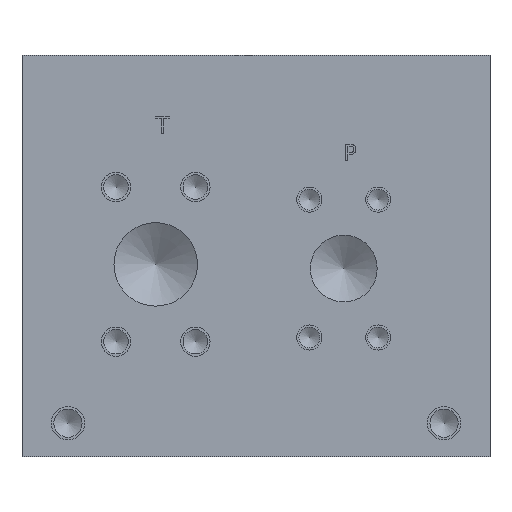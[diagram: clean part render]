
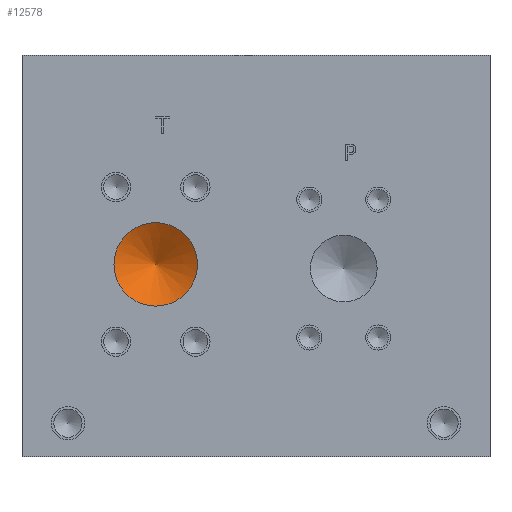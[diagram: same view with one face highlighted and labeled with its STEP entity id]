
A CAD part, left-side view. The second image highlights one B-rep face of the part: STEP entity #12578.
In plain terms, the highlighted conical face has half-angle 60 degrees and reference radius 7.938 mm.
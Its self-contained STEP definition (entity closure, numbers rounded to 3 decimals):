
#41=CONICAL_SURFACE('',#13342,7.938,1.047);
#377=CIRCLE('',#13343,15.875);
#378=CIRCLE('',#13344,15.875);
#1598=FACE_OUTER_BOUND('',#2354,.T.);
#2354=EDGE_LOOP('',(#10963,#10964,#10965,#10966));
#3574=LINE('',#21092,#4740);
#4740=VECTOR('',#15978,7.938);
#6088=VERTEX_POINT('',#21088);
#6089=VERTEX_POINT('',#21089);
#6090=VERTEX_POINT('',#21091);
#7772=EDGE_CURVE('',#6088,#6089,#377,.T.);
#7773=EDGE_CURVE('',#6089,#6090,#3574,.T.);
#7774=EDGE_CURVE('',#6089,#6088,#378,.T.);
#10963=ORIENTED_EDGE('',*,*,#7772,.T.);
#10964=ORIENTED_EDGE('',*,*,#7773,.T.);
#10965=ORIENTED_EDGE('',*,*,#7773,.F.);
#10966=ORIENTED_EDGE('',*,*,#7774,.T.);
#12578=ADVANCED_FACE('',(#1598),#41,.F.);
#13342=AXIS2_PLACEMENT_3D('',#21087,#15974,#15975);
#13343=AXIS2_PLACEMENT_3D('',#21090,#15976,#15977);
#13344=AXIS2_PLACEMENT_3D('',#21093,#15979,#15980);
#15974=DIRECTION('center_axis',(-1.,0.,0.));
#15975=DIRECTION('ref_axis',(0.,1.,0.));
#15976=DIRECTION('center_axis',(-1.,0.,0.));
#15977=DIRECTION('ref_axis',(0.,1.,0.));
#15978=DIRECTION('',(0.5,0.866,0.));
#15979=DIRECTION('center_axis',(-1.,0.,0.));
#15980=DIRECTION('ref_axis',(0.,1.,0.));
#21087=CARTESIAN_POINT('Origin',(13.748,127.,73.025));
#21088=CARTESIAN_POINT('',(9.165,142.875,73.025));
#21089=CARTESIAN_POINT('',(9.165,111.125,73.025));
#21090=CARTESIAN_POINT('Origin',(9.165,127.,73.025));
#21091=CARTESIAN_POINT('',(18.331,127.,73.025));
#21092=CARTESIAN_POINT('',(13.748,119.063,73.025));
#21093=CARTESIAN_POINT('Origin',(9.165,127.,73.025));
